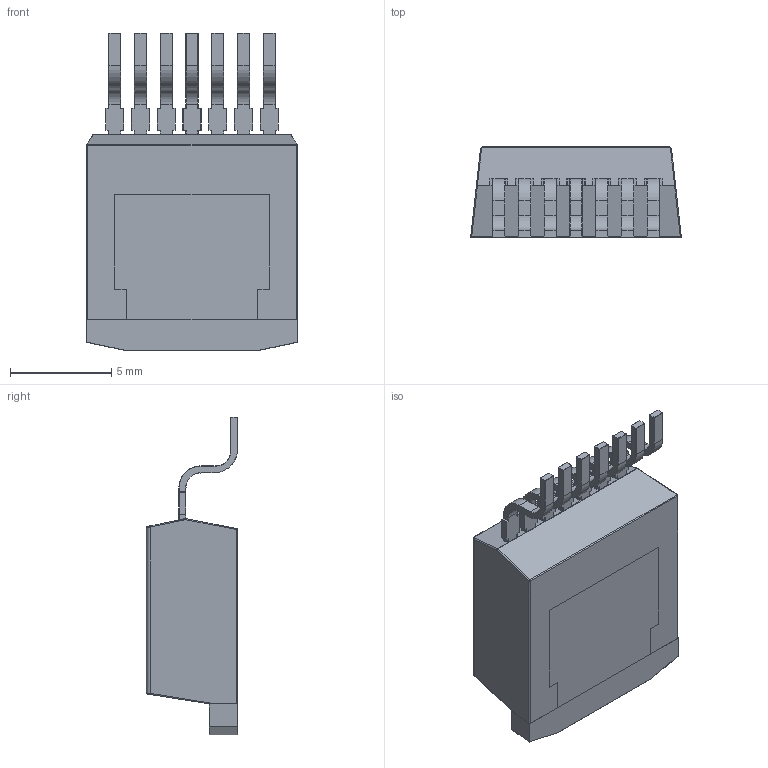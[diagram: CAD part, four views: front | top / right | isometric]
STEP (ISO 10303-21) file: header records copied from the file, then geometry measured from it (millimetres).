
FILE_DESCRIPTION (( 'STEP AP214' ), '1' );
FILE_NAME ('User Library-D2PAK-7.STEP', '2015-09-01T08:04:39', ( 'Windows User' ), ( '' ), 'SwSTEP 2.0', 'SolidWorks 2015', '' );
FILE_SCHEMA (( 'AUTOMOTIVE_DESIGN' ));
Length unit declared in the file: millimetre
Products named in the file (1): User Library-D2PAK-7
Bounding box: 10.4 x 4.5 x 15.67 mm (x, y, z)
Volume: 484.6 mm3; surface area: 606.6 mm2
Topology: 3 solids, 3 shells, 856 faces, 2023 edges, 1089 vertices
Faces by surface type: cylinder 369, plane 185, torus 124, sphere 101, bspline 77
Entity records: 36225 total; most frequent: CARTESIAN_POINT 7838, DIRECTION 4183, ORIENTED_EDGE 3854, EDGE_CURVE 1927, AXIS2_PLACEMENT_3D 1638, VERTEX_POINT 1089, VECTOR 907, LINE 907
